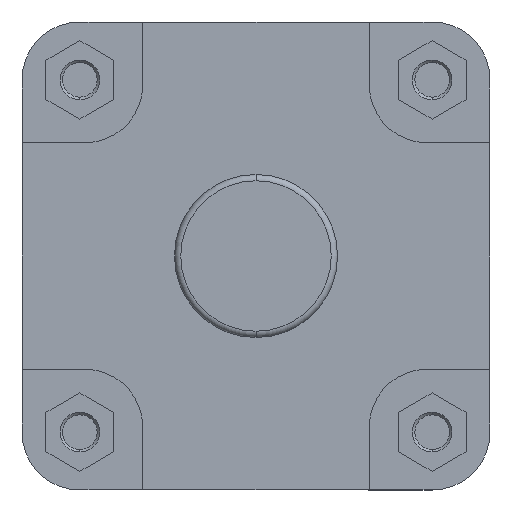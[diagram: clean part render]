
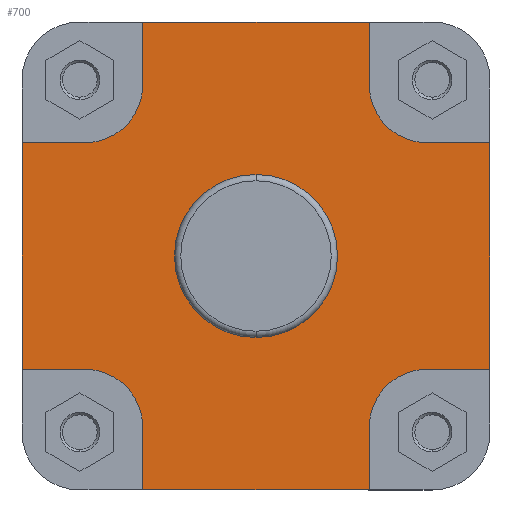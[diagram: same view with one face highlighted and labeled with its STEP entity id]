
A CAD part, left-side view. The second image highlights one B-rep face of the part: STEP entity #700.
In plain terms, the highlighted planar face has unit normal (-1, 0, 0).
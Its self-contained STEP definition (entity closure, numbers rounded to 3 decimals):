
#1 = CARTESIAN_POINT ( 'NONE',  ( 55., 93., -45. ) ) ;
#2 = CARTESIAN_POINT ( 'NONE',  ( 55., 68., -45. ) ) ;
#3 = CARTESIAN_POINT ( 'NONE',  ( 55., 45., -68. ) ) ;
#76 = VERTEX_POINT ( 'NONE', #3 ) ;
#77 = VERTEX_POINT ( 'NONE', #2 ) ;
#78 = VERTEX_POINT ( 'NONE', #1 ) ;
#79 = VERTEX_POINT ( 'NONE', #5784 ) ;
#80 = VERTEX_POINT ( 'NONE', #5785 ) ;
#81 = VERTEX_POINT ( 'NONE', #5786 ) ;
#82 = VERTEX_POINT ( 'NONE', #5766 ) ;
#83 = VERTEX_POINT ( 'NONE', #5760 ) ;
#84 = VERTEX_POINT ( 'NONE', #5772 ) ;
#85 = VERTEX_POINT ( 'NONE', #5762 ) ;
#86 = VERTEX_POINT ( 'NONE', #5759 ) ;
#87 = VERTEX_POINT ( 'NONE', #5758 ) ;
#88 = VERTEX_POINT ( 'NONE', #5756 ) ;
#89 = VERTEX_POINT ( 'NONE', #5752 ) ;
#90 = VERTEX_POINT ( 'NONE', #5753 ) ;
#91 = VERTEX_POINT ( 'NONE', #5754 ) ;
#143 = VERTEX_POINT ( 'NONE', #5716 ) ;
#156 = VERTEX_POINT ( 'NONE', #5703 ) ;
#700 = ADVANCED_FACE ( 'NONE', ( #1692, #1685 ), #6592, .F. ) ;
#1685 = FACE_OUTER_BOUND ( 'NONE', #2030, .T. ) ;
#1692 = FACE_BOUND ( 'NONE', #2096, .T. ) ;
#2030 = EDGE_LOOP ( 'NONE', ( #4342, #4341, #4340, #4339, #4338, #4337, #4336, #4335, #4334, #4333, #4332, #4331, #4330, #4329, #4328, #4327 ) ) ;
#2096 = EDGE_LOOP ( 'NONE', ( #4344, #4343 ) ) ;
#2538 = CIRCLE ( 'NONE', #4128, 32.4 ) ;
#2621 = CIRCLE ( 'NONE', #4130, 32.4 ) ;
#2639 = LINE ( 'NONE', #3603, #2649 ) ;
#2641 = LINE ( 'NONE', #3601, #2647 ) ;
#2642 = VECTOR ( 'NONE', #3602, 1000. ) ;
#2643 = VECTOR ( 'NONE', #3608, 1000. ) ;
#2645 = LINE ( 'NONE', #3596, #2642 ) ;
#2646 = CIRCLE ( 'NONE', #4144, 23. ) ;
#2647 = VECTOR ( 'NONE', #3605, 1000. ) ;
#2648 = LINE ( 'NONE', #3607, #2643 ) ;
#2649 = VECTOR ( 'NONE', #3606, 1000. ) ;
#2650 = LINE ( 'NONE', #3609, #2651 ) ;
#2651 = VECTOR ( 'NONE', #3611, 1000. ) ;
#2652 = VECTOR ( 'NONE', #3615, 1000. ) ;
#2653 = LINE ( 'NONE', #3614, #2656 ) ;
#2654 = LINE ( 'NONE', #3610, #2652 ) ;
#2655 = CIRCLE ( 'NONE', #4148, 23. ) ;
#2656 = VECTOR ( 'NONE', #3616, 1000. ) ;
#2657 = VECTOR ( 'NONE', #3625, 1000. ) ;
#2658 = LINE ( 'NONE', #3618, #2659 ) ;
#2659 = VECTOR ( 'NONE', #3619, 1000. ) ;
#2660 = LINE ( 'NONE', #3626, #2666 ) ;
#2661 = LINE ( 'NONE', #3623, #2664 ) ;
#2662 = LINE ( 'NONE', #3617, #2657 ) ;
#2663 = CIRCLE ( 'NONE', #4150, 23. ) ;
#2664 = VECTOR ( 'NONE', #3627, 1000. ) ;
#2666 = VECTOR ( 'NONE', #3629, 1000. ) ;
#2667 = VECTOR ( 'NONE', #3633, 1000. ) ;
#2670 = LINE ( 'NONE', #3628, #2667 ) ;
#2671 = CIRCLE ( 'NONE', #4149, 23. ) ;
#3442 = CARTESIAN_POINT ( 'NONE',  ( 55., 0., 0. ) ) ;
#3452 = DIRECTION ( 'NONE',  ( -1., 0., 0. ) ) ;
#3453 = DIRECTION ( 'NONE',  ( 0., 0., 1. ) ) ;
#3549 = CARTESIAN_POINT ( 'NONE',  ( 55., 0., 0. ) ) ;
#3556 = DIRECTION ( 'NONE',  ( -1., 0., 0. ) ) ;
#3557 = DIRECTION ( 'NONE',  ( 0., 0., 1. ) ) ;
#3592 = CARTESIAN_POINT ( 'NONE',  ( 55., -68., -68. ) ) ;
#3596 = CARTESIAN_POINT ( 'NONE',  ( 55., -93., -45. ) ) ;
#3599 = DIRECTION ( 'NONE',  ( -1., 0., 0. ) ) ;
#3600 = DIRECTION ( 'NONE',  ( 0., 0., -1. ) ) ;
#3601 = CARTESIAN_POINT ( 'NONE',  ( 55., -204.741, -93. ) ) ;
#3602 = DIRECTION ( 'NONE',  ( 0., 1., 0. ) ) ;
#3603 = CARTESIAN_POINT ( 'NONE',  ( 55., -45., -68. ) ) ;
#3604 = CARTESIAN_POINT ( 'NONE',  ( 55., -68., 68. ) ) ;
#3605 = DIRECTION ( 'NONE',  ( 0., -1., 0. ) ) ;
#3606 = DIRECTION ( 'NONE',  ( 0., 0., -1. ) ) ;
#3607 = CARTESIAN_POINT ( 'NONE',  ( 55., -93., 0. ) ) ;
#3608 = DIRECTION ( 'NONE',  ( 0., 0., 1. ) ) ;
#3609 = CARTESIAN_POINT ( 'NONE',  ( 55., -68., 45. ) ) ;
#3610 = CARTESIAN_POINT ( 'NONE',  ( 55., -45., 93. ) ) ;
#3611 = DIRECTION ( 'NONE',  ( 0., -1., 0. ) ) ;
#3612 = DIRECTION ( 'NONE',  ( -1., 0., 0. ) ) ;
#3613 = DIRECTION ( 'NONE',  ( 0., 0., -1. ) ) ;
#3614 = CARTESIAN_POINT ( 'NONE',  ( 55., -204.741, 93. ) ) ;
#3615 = DIRECTION ( 'NONE',  ( 0., 0., -1. ) ) ;
#3616 = DIRECTION ( 'NONE',  ( 0., -1., 0. ) ) ;
#3617 = CARTESIAN_POINT ( 'NONE',  ( 55., 93., 45. ) ) ;
#3618 = CARTESIAN_POINT ( 'NONE',  ( 55., 45., 68. ) ) ;
#3619 = DIRECTION ( 'NONE',  ( 0., 0., 1. ) ) ;
#3620 = CARTESIAN_POINT ( 'NONE',  ( 55., 68., 68. ) ) ;
#3621 = DIRECTION ( 'NONE',  ( -1., 0., 0. ) ) ;
#3622 = DIRECTION ( 'NONE',  ( 0., 0., -1. ) ) ;
#3623 = CARTESIAN_POINT ( 'NONE',  ( 55., 93., 0. ) ) ;
#3624 = CARTESIAN_POINT ( 'NONE',  ( 55., 68., -68. ) ) ;
#3625 = DIRECTION ( 'NONE',  ( 0., -1., 0. ) ) ;
#3626 = CARTESIAN_POINT ( 'NONE',  ( 55., 68., -45. ) ) ;
#3627 = DIRECTION ( 'NONE',  ( 0., 0., 1. ) ) ;
#3628 = CARTESIAN_POINT ( 'NONE',  ( 55., 45., -93. ) ) ;
#3629 = DIRECTION ( 'NONE',  ( 0., 1., 0. ) ) ;
#3631 = DIRECTION ( 'NONE',  ( -1., 0., 0. ) ) ;
#3632 = DIRECTION ( 'NONE',  ( 0., 0., -1. ) ) ;
#3633 = DIRECTION ( 'NONE',  ( 0., 0., 1. ) ) ;
#4128 = AXIS2_PLACEMENT_3D ( 'NONE', #3442, #3452, #3453 ) ;
#4130 = AXIS2_PLACEMENT_3D ( 'NONE', #3549, #3556, #3557 ) ;
#4144 = AXIS2_PLACEMENT_3D ( 'NONE', #3592, #3599, #3600 ) ;
#4148 = AXIS2_PLACEMENT_3D ( 'NONE', #3604, #3612, #3613 ) ;
#4149 = AXIS2_PLACEMENT_3D ( 'NONE', #3624, #3631, #3632 ) ;
#4150 = AXIS2_PLACEMENT_3D ( 'NONE', #3620, #3621, #3622 ) ;
#4327 = ORIENTED_EDGE ( 'NONE', *, *, #5155, .F. ) ;
#4328 = ORIENTED_EDGE ( 'NONE', *, *, #5154, .F. ) ;
#4329 = ORIENTED_EDGE ( 'NONE', *, *, #5153, .F. ) ;
#4330 = ORIENTED_EDGE ( 'NONE', *, *, #5151, .F. ) ;
#4331 = ORIENTED_EDGE ( 'NONE', *, *, #5150, .F. ) ;
#4332 = ORIENTED_EDGE ( 'NONE', *, *, #5149, .F. ) ;
#4333 = ORIENTED_EDGE ( 'NONE', *, *, #5148, .F. ) ;
#4334 = ORIENTED_EDGE ( 'NONE', *, *, #5147, .F. ) ;
#4335 = ORIENTED_EDGE ( 'NONE', *, *, #5146, .F. ) ;
#4336 = ORIENTED_EDGE ( 'NONE', *, *, #5145, .F. ) ;
#4337 = ORIENTED_EDGE ( 'NONE', *, *, #5144, .F. ) ;
#4338 = ORIENTED_EDGE ( 'NONE', *, *, #5142, .T. ) ;
#4339 = ORIENTED_EDGE ( 'NONE', *, *, #5138, .F. ) ;
#4340 = ORIENTED_EDGE ( 'NONE', *, *, #5137, .F. ) ;
#4341 = ORIENTED_EDGE ( 'NONE', *, *, #5140, .F. ) ;
#4342 = ORIENTED_EDGE ( 'NONE', *, *, #5139, .T. ) ;
#4343 = ORIENTED_EDGE ( 'NONE', *, *, #5119, .F. ) ;
#4344 = ORIENTED_EDGE ( 'NONE', *, *, #5066, .F. ) ;
#5066 = EDGE_CURVE ( 'NONE', #143, #156, #2538, .T. ) ;
#5119 = EDGE_CURVE ( 'NONE', #156, #143, #2621, .T. ) ;
#5137 = EDGE_CURVE ( 'NONE', #88, #89, #2646, .T. ) ;
#5138 = EDGE_CURVE ( 'NONE', #87, #88, #2645, .T. ) ;
#5139 = EDGE_CURVE ( 'NONE', #91, #90, #2641, .T. ) ;
#5140 = EDGE_CURVE ( 'NONE', #89, #90, #2639, .T. ) ;
#5142 = EDGE_CURVE ( 'NONE', #87, #86, #2648, .T. ) ;
#5144 = EDGE_CURVE ( 'NONE', #85, #86, #2650, .T. ) ;
#5145 = EDGE_CURVE ( 'NONE', #84, #85, #2655, .T. ) ;
#5146 = EDGE_CURVE ( 'NONE', #83, #84, #2654, .T. ) ;
#5147 = EDGE_CURVE ( 'NONE', #82, #83, #2653, .T. ) ;
#5148 = EDGE_CURVE ( 'NONE', #81, #82, #2658, .T. ) ;
#5149 = EDGE_CURVE ( 'NONE', #80, #81, #2663, .T. ) ;
#5150 = EDGE_CURVE ( 'NONE', #79, #80, #2662, .T. ) ;
#5151 = EDGE_CURVE ( 'NONE', #78, #79, #2661, .T. ) ;
#5153 = EDGE_CURVE ( 'NONE', #77, #78, #2660, .T. ) ;
#5154 = EDGE_CURVE ( 'NONE', #76, #77, #2671, .T. ) ;
#5155 = EDGE_CURVE ( 'NONE', #91, #76, #2670, .T. ) ;
#5476 = AXIS2_PLACEMENT_3D ( 'NONE', #6578, #6593, #6594 ) ;
#5703 = CARTESIAN_POINT ( 'NONE',  ( 55., 0., -32.4 ) ) ;
#5716 = CARTESIAN_POINT ( 'NONE',  ( 55., 0., 32.4 ) ) ;
#5752 = CARTESIAN_POINT ( 'NONE',  ( 55., -45., -68. ) ) ;
#5753 = CARTESIAN_POINT ( 'NONE',  ( 55., -45., -93. ) ) ;
#5754 = CARTESIAN_POINT ( 'NONE',  ( 55., 45., -93. ) ) ;
#5756 = CARTESIAN_POINT ( 'NONE',  ( 55., -68., -45. ) ) ;
#5758 = CARTESIAN_POINT ( 'NONE',  ( 55., -93., -45. ) ) ;
#5759 = CARTESIAN_POINT ( 'NONE',  ( 55., -93., 45. ) ) ;
#5760 = CARTESIAN_POINT ( 'NONE',  ( 55., -45., 93. ) ) ;
#5762 = CARTESIAN_POINT ( 'NONE',  ( 55., -68., 45. ) ) ;
#5766 = CARTESIAN_POINT ( 'NONE',  ( 55., 45., 93. ) ) ;
#5772 = CARTESIAN_POINT ( 'NONE',  ( 55., -45., 68. ) ) ;
#5784 = CARTESIAN_POINT ( 'NONE',  ( 55., 93., 45. ) ) ;
#5785 = CARTESIAN_POINT ( 'NONE',  ( 55., 68., 45. ) ) ;
#5786 = CARTESIAN_POINT ( 'NONE',  ( 55., 45., 68. ) ) ;
#6578 = CARTESIAN_POINT ( 'NONE',  ( 55., 32.4, 0. ) ) ;
#6592 = PLANE ( 'NONE',  #5476 ) ;
#6593 = DIRECTION ( 'NONE',  ( 1., 0., 0. ) ) ;
#6594 = DIRECTION ( 'NONE',  ( 0., 0., -1. ) ) ;
